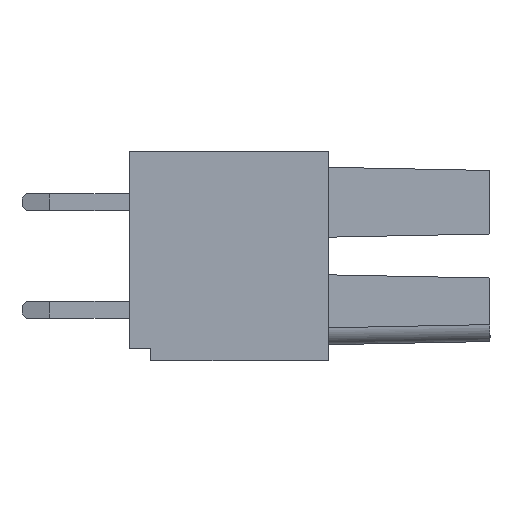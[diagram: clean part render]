
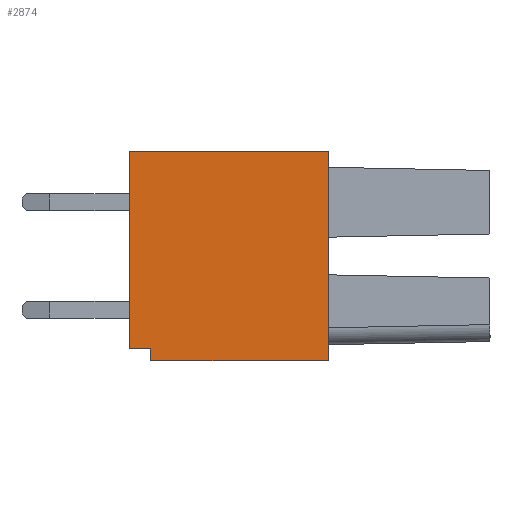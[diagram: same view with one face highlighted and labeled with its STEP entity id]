
A CAD part, left-side view. The second image highlights one B-rep face of the part: STEP entity #2874.
In plain terms, the highlighted planar face has unit normal (-1, 0, 0).
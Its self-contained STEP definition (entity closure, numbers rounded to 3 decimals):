
#2764=CARTESIAN_POINT('',(-19.24,0.,2.475));
#2765=VERTEX_POINT('',#2764);
#2772=CARTESIAN_POINT('',(-19.24,-4.7,2.475));
#2773=VERTEX_POINT('',#2772);
#2774=CARTESIAN_POINT('',(-19.24,0.,2.475));
#2775=DIRECTION('',(0.,-1.,0.));
#2776=VECTOR('',#2775,4.7);
#2777=LINE('',#2774,#2776);
#2778=EDGE_CURVE('',#2765,#2773,#2777,.T.);
#2828=CARTESIAN_POINT('',(-19.24,-2.35,0.));
#2829=DIRECTION('',(0.,0.,-1.));
#2830=DIRECTION('',(-1.,-0.,-0.));
#2831=AXIS2_PLACEMENT_3D('',#2828,#2830,#2829);
#2832=PLANE('',#2831);
#2833=CARTESIAN_POINT('',(-19.24,0.,-2.175));
#2834=VERTEX_POINT('',#2833);
#2835=CARTESIAN_POINT('',(-19.24,0.,2.475));
#2836=DIRECTION('',(0.,0.,-1.));
#2837=VECTOR('',#2836,4.65);
#2838=LINE('',#2835,#2837);
#2839=EDGE_CURVE('',#2765,#2834,#2838,.T.);
#2840=ORIENTED_EDGE('',*,*,#2839,.T.);
#2841=CARTESIAN_POINT('',(-19.24,-0.5,-2.175));
#2842=VERTEX_POINT('',#2841);
#2843=CARTESIAN_POINT('',(-19.24,0.,-2.175));
#2844=DIRECTION('',(0.,-1.,0.));
#2845=VECTOR('',#2844,0.5);
#2846=LINE('',#2843,#2845);
#2847=EDGE_CURVE('',#2834,#2842,#2846,.T.);
#2848=ORIENTED_EDGE('',*,*,#2847,.T.);
#2849=CARTESIAN_POINT('',(-19.24,-0.5,-2.475));
#2850=VERTEX_POINT('',#2849);
#2851=CARTESIAN_POINT('',(-19.24,-0.5,-2.475));
#2852=DIRECTION('',(0.,0.,1.));
#2853=VECTOR('',#2852,0.3);
#2854=LINE('',#2851,#2853);
#2855=EDGE_CURVE('',#2850,#2842,#2854,.T.);
#2856=ORIENTED_EDGE('',*,*,#2855,.F.);
#2857=CARTESIAN_POINT('',(-19.24,-4.7,-2.475));
#2858=VERTEX_POINT('',#2857);
#2859=CARTESIAN_POINT('',(-19.24,-0.5,-2.475));
#2860=DIRECTION('',(0.,-1.,0.));
#2861=VECTOR('',#2860,4.2);
#2862=LINE('',#2859,#2861);
#2863=EDGE_CURVE('',#2850,#2858,#2862,.T.);
#2864=ORIENTED_EDGE('',*,*,#2863,.T.);
#2865=CARTESIAN_POINT('',(-19.24,-4.7,2.475));
#2866=DIRECTION('',(0.,0.,-1.));
#2867=VECTOR('',#2866,4.95);
#2868=LINE('',#2865,#2867);
#2869=EDGE_CURVE('',#2773,#2858,#2868,.T.);
#2870=ORIENTED_EDGE('',*,*,#2869,.F.);
#2871=ORIENTED_EDGE('',*,*,#2778,.F.);
#2872=EDGE_LOOP('',(#2840,#2848,#2856,#2864,#2870,#2871));
#2873=FACE_OUTER_BOUND('',#2872,.T.);
#2874=ADVANCED_FACE('',(#2873),#2832,.T.);
